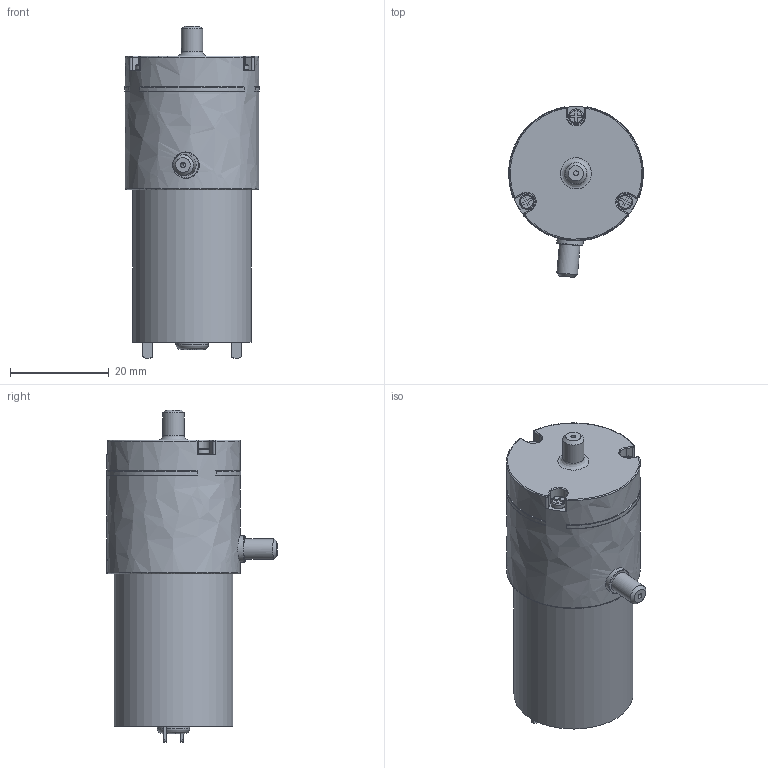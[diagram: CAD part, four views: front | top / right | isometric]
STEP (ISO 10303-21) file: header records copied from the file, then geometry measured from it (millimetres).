
FILE_DESCRIPTION(('FreeCAD Model'),'2;1');
FILE_NAME('Open CASCADE Shape Model','2025-12-07T21:57:37',(''),(''), 'Open CASCADE STEP processor 7.8','FreeCAD','Unknown');
FILE_SCHEMA(('AUTOMOTIVE_DESIGN { 1 0 10303 214 1 1 1 1 }'));
Length unit declared in the file: millimetre
Products named in the file (1): COMPOUND
Bounding box: 27.29 x 34.6 x 67.3 mm (x, y, z)
Volume: 30417.9 mm3; surface area: 8433.5 mm2
Topology: 12 solids, 12 shells, 165 faces, 1119 edges, 3176 vertices
Faces by surface type: bspline 165
Entity records: 14178 total; most frequent: CARTESIAN_POINT 7709, GEOMETRIC_CURVE_SET 747, ORIENTED_EDGE 746, TRIMMED_CURVE 746, B_SPLINE_CURVE_WITH_KNOTS 675, EDGE_CURVE 373, STYLED_ITEM 254, PRESENTATION_STYLE_ASSIGNMENT 254
